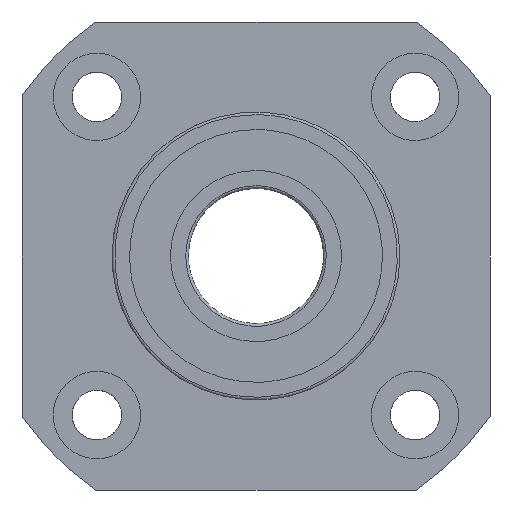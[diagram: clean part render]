
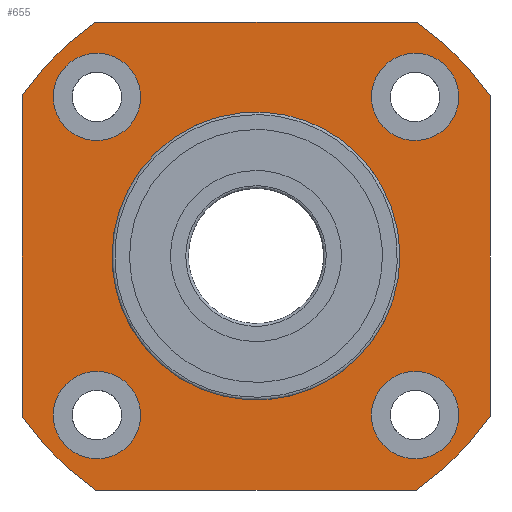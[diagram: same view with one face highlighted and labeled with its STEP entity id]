
A CAD part, left-side view. The second image highlights one B-rep face of the part: STEP entity #655.
In plain terms, the highlighted free-form (B-spline) face has degree [1, 1] with [2, 2] control points.
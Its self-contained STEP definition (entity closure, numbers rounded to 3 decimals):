
#563 = EDGE_CURVE('',#564,#566,#568,.T.);
#564 = VERTEX_POINT('',#565);
#565 = CARTESIAN_POINT('',(0.,28.409,
    19.431));
#566 = VERTEX_POINT('',#567);
#567 = CARTESIAN_POINT('',(0.,19.431,
    28.409));
#568 = ( BOUNDED_CURVE() B_SPLINE_CURVE(2,(#569,#570,#571),
.UNSPECIFIED.,.F.,.F.) B_SPLINE_CURVE_WITH_KNOTS((3,3),(0.6,
0.971),.PIECEWISE_BEZIER_KNOTS.) CURVE() 
GEOMETRIC_REPRESENTATION_ITEM() RATIONAL_B_SPLINE_CURVE((1.,
0.983,1.)) REPRESENTATION_ITEM('') );
#569 = CARTESIAN_POINT('',(0.,28.409,
    19.431));
#570 = CARTESIAN_POINT('',(0.,24.763,
    24.763));
#571 = CARTESIAN_POINT('',(0.,19.431,
    28.409));
#612 = VERTEX_POINT('',#613);
#613 = CARTESIAN_POINT('',(0.,28.409,
    -19.431));
#618 = EDGE_CURVE('',#564,#612,#619,.T.);
#619 = B_SPLINE_CURVE_WITH_KNOTS('',1,(#620,#621),.UNSPECIFIED.,.F.,.F.,
  (2,2),(0.,35.567),.PIECEWISE_BEZIER_KNOTS.);
#620 = CARTESIAN_POINT('',(0.,28.409,
    19.431));
#621 = CARTESIAN_POINT('',(0.,28.409,
    -19.431));
#632 = VERTEX_POINT('',#633);
#633 = CARTESIAN_POINT('',(0.,-19.431,
    28.409));
#646 = EDGE_CURVE('',#632,#566,#647,.T.);
#647 = B_SPLINE_CURVE_WITH_KNOTS('',1,(#648,#649),.UNSPECIFIED.,.F.,.F.,
  (2,2),(0.,35.567),.PIECEWISE_BEZIER_KNOTS.);
#648 = CARTESIAN_POINT('',(0.,-19.431,
    28.409));
#649 = CARTESIAN_POINT('',(0.,19.431,
    28.409));
#655 = ADVANCED_FACE('',(#656,#697,#711,#725,#739,#753),#767,.F.);
#656 = FACE_BOUND('',#657,.F.);
#657 = EDGE_LOOP('',(#658,#659,#660,#668,#675,#683,#690,#696));
#658 = ORIENTED_EDGE('',*,*,#563,.T.);
#659 = ORIENTED_EDGE('',*,*,#646,.F.);
#660 = ORIENTED_EDGE('',*,*,#661,.T.);
#661 = EDGE_CURVE('',#632,#662,#664,.T.);
#662 = VERTEX_POINT('',#663);
#663 = CARTESIAN_POINT('',(0.,-28.409,
    19.431));
#664 = ( BOUNDED_CURVE() B_SPLINE_CURVE(2,(#665,#666,#667),
.UNSPECIFIED.,.F.,.F.) B_SPLINE_CURVE_WITH_KNOTS((3,3),(2.171,
2.542),.PIECEWISE_BEZIER_KNOTS.) CURVE() 
GEOMETRIC_REPRESENTATION_ITEM() RATIONAL_B_SPLINE_CURVE((1.,
0.983,1.)) REPRESENTATION_ITEM('') );
#665 = CARTESIAN_POINT('',(0.,-19.431,
    28.409));
#666 = CARTESIAN_POINT('',(0.,-24.763,
    24.763));
#667 = CARTESIAN_POINT('',(0.,-28.409,
    19.431));
#668 = ORIENTED_EDGE('',*,*,#669,.F.);
#669 = EDGE_CURVE('',#670,#662,#672,.T.);
#670 = VERTEX_POINT('',#671);
#671 = CARTESIAN_POINT('',(0.,-28.409,
    -19.431));
#672 = B_SPLINE_CURVE_WITH_KNOTS('',1,(#673,#674),.UNSPECIFIED.,.F.,.F.,
  (2,2),(0.,35.567),.PIECEWISE_BEZIER_KNOTS.);
#673 = CARTESIAN_POINT('',(0.,-28.409,
    -19.431));
#674 = CARTESIAN_POINT('',(0.,-28.409,
    19.431));
#675 = ORIENTED_EDGE('',*,*,#676,.T.);
#676 = EDGE_CURVE('',#670,#677,#679,.T.);
#677 = VERTEX_POINT('',#678);
#678 = CARTESIAN_POINT('',(0.,-19.431,
    -28.409));
#679 = ( BOUNDED_CURVE() B_SPLINE_CURVE(2,(#680,#681,#682),
.UNSPECIFIED.,.F.,.F.) B_SPLINE_CURVE_WITH_KNOTS((3,3),(3.741,
4.112),.PIECEWISE_BEZIER_KNOTS.) CURVE() 
GEOMETRIC_REPRESENTATION_ITEM() RATIONAL_B_SPLINE_CURVE((1.,
0.983,1.)) REPRESENTATION_ITEM('') );
#680 = CARTESIAN_POINT('',(0.,-28.409,
    -19.431));
#681 = CARTESIAN_POINT('',(0.,-24.763,
    -24.763));
#682 = CARTESIAN_POINT('',(0.,-19.431,
    -28.409));
#683 = ORIENTED_EDGE('',*,*,#684,.F.);
#684 = EDGE_CURVE('',#685,#677,#687,.T.);
#685 = VERTEX_POINT('',#686);
#686 = CARTESIAN_POINT('',(0.,19.431,
    -28.409));
#687 = B_SPLINE_CURVE_WITH_KNOTS('',1,(#688,#689),.UNSPECIFIED.,.F.,.F.,
  (2,2),(0.,35.567),.PIECEWISE_BEZIER_KNOTS.);
#688 = CARTESIAN_POINT('',(0.,19.431,
    -28.409));
#689 = CARTESIAN_POINT('',(0.,-19.431,
    -28.409));
#690 = ORIENTED_EDGE('',*,*,#691,.T.);
#691 = EDGE_CURVE('',#685,#612,#692,.T.);
#692 = ( BOUNDED_CURVE() B_SPLINE_CURVE(2,(#693,#694,#695),
.UNSPECIFIED.,.F.,.F.) B_SPLINE_CURVE_WITH_KNOTS((3,3),(5.312,
5.683),.PIECEWISE_BEZIER_KNOTS.) CURVE() 
GEOMETRIC_REPRESENTATION_ITEM() RATIONAL_B_SPLINE_CURVE((1.,
0.983,1.)) REPRESENTATION_ITEM('') );
#693 = CARTESIAN_POINT('',(0.,19.431,
    -28.409));
#694 = CARTESIAN_POINT('',(0.,24.763,
    -24.763));
#695 = CARTESIAN_POINT('',(0.,28.409,
    -19.431));
#696 = ORIENTED_EDGE('',*,*,#618,.F.);
#697 = FACE_BOUND('',#698,.F.);
#698 = EDGE_LOOP('',(#699));
#699 = ORIENTED_EDGE('',*,*,#700,.T.);
#700 = EDGE_CURVE('',#701,#701,#703,.T.);
#701 = VERTEX_POINT('',#702);
#702 = CARTESIAN_POINT('',(0.,19.316,
    -14.016));
#703 = ( BOUNDED_CURVE() B_SPLINE_CURVE(2,(#704,#705,#706,#707,#708,#709
,#710),.UNSPECIFIED.,.T.,.F.) B_SPLINE_CURVE_WITH_KNOTS((1,2,2,2,2,1),(
    -2.094,0.,2.094,4.189,6.283,
8.378),.UNSPECIFIED.) CURVE() GEOMETRIC_REPRESENTATION_ITEM() 
RATIONAL_B_SPLINE_CURVE((1.,0.5,1.,0.5,1.,0.5,1.)) REPRESENTATION_ITEM(
  '') );
#704 = CARTESIAN_POINT('',(0.,19.316,
    -14.016));
#705 = CARTESIAN_POINT('',(0.,28.495,
    -14.016));
#706 = CARTESIAN_POINT('',(0.,23.905,
    -21.966));
#707 = CARTESIAN_POINT('',(0.,19.316,
    -29.915));
#708 = CARTESIAN_POINT('',(0.,14.726,
    -21.966));
#709 = CARTESIAN_POINT('',(0.,10.137,
    -14.016));
#710 = CARTESIAN_POINT('',(0.,19.316,
    -14.016));
#711 = FACE_BOUND('',#712,.F.);
#712 = EDGE_LOOP('',(#713));
#713 = ORIENTED_EDGE('',*,*,#714,.T.);
#714 = EDGE_CURVE('',#715,#715,#717,.T.);
#715 = VERTEX_POINT('',#716);
#716 = CARTESIAN_POINT('',(0.,19.316,
    24.615));
#717 = ( BOUNDED_CURVE() B_SPLINE_CURVE(2,(#718,#719,#720,#721,#722,#723
,#724),.UNSPECIFIED.,.T.,.F.) B_SPLINE_CURVE_WITH_KNOTS((1,2,2,2,2,1),(
    -2.094,0.,2.094,4.189,6.283,
8.378),.UNSPECIFIED.) CURVE() GEOMETRIC_REPRESENTATION_ITEM() 
RATIONAL_B_SPLINE_CURVE((1.,0.5,1.,0.5,1.,0.5,1.)) REPRESENTATION_ITEM(
  '') );
#718 = CARTESIAN_POINT('',(0.,19.316,
    24.615));
#719 = CARTESIAN_POINT('',(0.,28.495,
    24.615));
#720 = CARTESIAN_POINT('',(0.,23.905,
    16.666));
#721 = CARTESIAN_POINT('',(0.,19.316,
    8.717));
#722 = CARTESIAN_POINT('',(0.,14.726,
    16.666));
#723 = CARTESIAN_POINT('',(0.,10.137,
    24.615));
#724 = CARTESIAN_POINT('',(0.,19.316,
    24.615));
#725 = FACE_BOUND('',#726,.F.);
#726 = EDGE_LOOP('',(#727));
#727 = ORIENTED_EDGE('',*,*,#728,.T.);
#728 = EDGE_CURVE('',#729,#729,#731,.T.);
#729 = VERTEX_POINT('',#730);
#730 = CARTESIAN_POINT('',(0.,-19.316,
    -14.016));
#731 = ( BOUNDED_CURVE() B_SPLINE_CURVE(2,(#732,#733,#734,#735,#736,#737
,#738),.UNSPECIFIED.,.T.,.F.) B_SPLINE_CURVE_WITH_KNOTS((1,2,2,2,2,1),(
    -2.094,0.,2.094,4.189,6.283,
8.378),.UNSPECIFIED.) CURVE() GEOMETRIC_REPRESENTATION_ITEM() 
RATIONAL_B_SPLINE_CURVE((1.,0.5,1.,0.5,1.,0.5,1.)) REPRESENTATION_ITEM(
  '') );
#732 = CARTESIAN_POINT('',(0.,-19.316,
    -14.016));
#733 = CARTESIAN_POINT('',(0.,-10.137,
    -14.016));
#734 = CARTESIAN_POINT('',(0.,-14.726,
    -21.966));
#735 = CARTESIAN_POINT('',(0.,-19.316,
    -29.915));
#736 = CARTESIAN_POINT('',(0.,-23.905,
    -21.966));
#737 = CARTESIAN_POINT('',(0.,-28.495,
    -14.016));
#738 = CARTESIAN_POINT('',(0.,-19.316,
    -14.016));
#739 = FACE_BOUND('',#740,.F.);
#740 = EDGE_LOOP('',(#741));
#741 = ORIENTED_EDGE('',*,*,#742,.F.);
#742 = EDGE_CURVE('',#743,#743,#745,.T.);
#743 = VERTEX_POINT('',#744);
#744 = CARTESIAN_POINT('',(0.,17.483,
    0.));
#745 = ( BOUNDED_CURVE() B_SPLINE_CURVE(2,(#746,#747,#748,#749,#750,#751
,#752),.UNSPECIFIED.,.T.,.F.) B_SPLINE_CURVE_WITH_KNOTS((1,2,2,2,2,1),(
    -2.094,0.,2.094,4.189,6.283,
8.378),.UNSPECIFIED.) CURVE() GEOMETRIC_REPRESENTATION_ITEM() 
RATIONAL_B_SPLINE_CURVE((1.,0.5,1.,0.5,1.,0.5,1.)) REPRESENTATION_ITEM(
  '') );
#746 = CARTESIAN_POINT('',(0.,17.483,
    0.));
#747 = CARTESIAN_POINT('',(0.,17.483,
    30.281));
#748 = CARTESIAN_POINT('',(0.,-8.741,
    15.141));
#749 = CARTESIAN_POINT('',(0.,-34.966,
    0.));
#750 = CARTESIAN_POINT('',(0.,-8.741,
    -15.141));
#751 = CARTESIAN_POINT('',(0.,17.483,
    -30.281));
#752 = CARTESIAN_POINT('',(0.,17.483,
    0.));
#753 = FACE_BOUND('',#754,.F.);
#754 = EDGE_LOOP('',(#755));
#755 = ORIENTED_EDGE('',*,*,#756,.T.);
#756 = EDGE_CURVE('',#757,#757,#759,.T.);
#757 = VERTEX_POINT('',#758);
#758 = CARTESIAN_POINT('',(0.,-19.316,
    24.615));
#759 = ( BOUNDED_CURVE() B_SPLINE_CURVE(2,(#760,#761,#762,#763,#764,#765
,#766),.UNSPECIFIED.,.T.,.F.) B_SPLINE_CURVE_WITH_KNOTS((1,2,2,2,2,1),(
    -2.094,0.,2.094,4.189,6.283,
8.378),.UNSPECIFIED.) CURVE() GEOMETRIC_REPRESENTATION_ITEM() 
RATIONAL_B_SPLINE_CURVE((1.,0.5,1.,0.5,1.,0.5,1.)) REPRESENTATION_ITEM(
  '') );
#760 = CARTESIAN_POINT('',(0.,-19.316,
    24.615));
#761 = CARTESIAN_POINT('',(0.,-10.137,
    24.615));
#762 = CARTESIAN_POINT('',(0.,-14.726,
    16.666));
#763 = CARTESIAN_POINT('',(0.,-19.316,
    8.717));
#764 = CARTESIAN_POINT('',(0.,-23.905,
    16.666));
#765 = CARTESIAN_POINT('',(0.,-28.495,
    24.615));
#766 = CARTESIAN_POINT('',(0.,-19.316,
    24.615));
#767 = B_SPLINE_SURFACE_WITH_KNOTS('',1,1,(
    (#768,#769)
    ,(#770,#771
    )),.UNSPECIFIED.,.F.,.F.,.F.,(2,2),(2,2),(-26.,26.),(
    -26.,26.),.PIECEWISE_BEZIER_KNOTS.);
#768 = CARTESIAN_POINT('',(0.,28.409,
    -28.409));
#769 = CARTESIAN_POINT('',(0.,-28.409,
    -28.409));
#770 = CARTESIAN_POINT('',(0.,28.409,
    28.409));
#771 = CARTESIAN_POINT('',(0.,-28.409,
    28.409));
